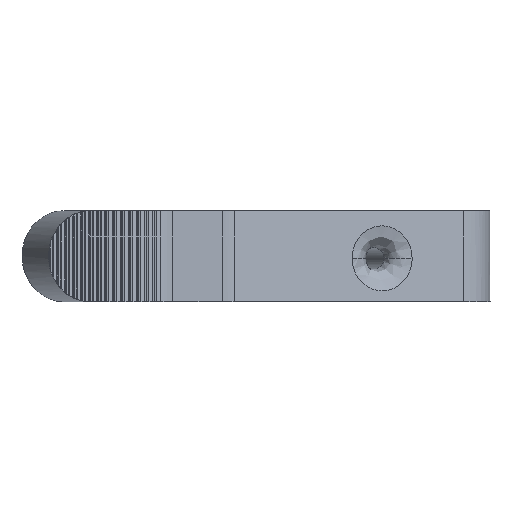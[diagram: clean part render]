
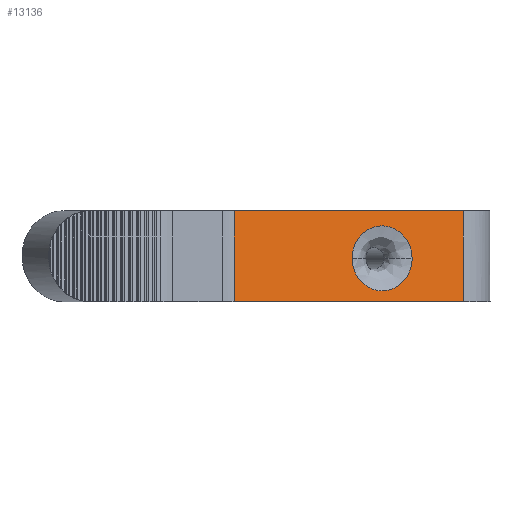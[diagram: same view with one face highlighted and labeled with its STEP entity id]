
A CAD part, left-side view. The second image highlights one B-rep face of the part: STEP entity #13136.
In plain terms, the highlighted planar face has unit normal (-0.924, -0.383, 0).
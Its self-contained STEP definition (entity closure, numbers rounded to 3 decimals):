
#451 = CARTESIAN_POINT ( 'NONE',  ( 3.009, -53.994, 9.767 ) ) ;
#724 = CARTESIAN_POINT ( 'NONE',  ( 2.163, -51.954, 9.767 ) ) ;
#758 = EDGE_CURVE ( 'NONE', #13225, #14891, #5714, .T. ) ;
#1109 = VERTEX_POINT ( 'NONE', #8389 ) ;
#1404 = CARTESIAN_POINT ( 'NONE',  ( 2.163, -51.954, 2.23 ) ) ;
#1699 = ORIENTED_EDGE ( 'NONE', *, *, #758, .F. ) ;
#1823 =( BOUNDED_CURVE ( )  B_SPLINE_CURVE ( 3, ( #6327, #14614, #451, #8690 ),
 .UNSPECIFIED., .F., .F. ) 
 B_SPLINE_CURVE_WITH_KNOTS ( ( 4, 4 ),
 ( 0., 1. ),
 .UNSPECIFIED. ) 
 CURVE ( )  GEOMETRIC_REPRESENTATION_ITEM ( )  RATIONAL_B_SPLINE_CURVE ( ( 1., 0.805, 0.805, 1. ) ) 
 REPRESENTATION_ITEM ( '' )  );
#1899 = CARTESIAN_POINT ( 'NONE',  ( 0.72, -48.473, 5.998 ) ) ;
#1929 = CARTESIAN_POINT ( 'NONE',  ( 0.72, -48.473, 5.998 ) ) ;
#2767 = B_SPLINE_CURVE_WITH_KNOTS ( 'NONE', 3,
 ( #3144, #7795, #14950, #11438 ),
 .UNSPECIFIED., .F., .F.,
 ( 4, 4 ),
 ( 0., 1. ),
 .UNSPECIFIED. ) ;
#2839 = DIRECTION ( 'NONE',  ( 0., 0., -1. ) ) ;
#2972 = ORIENTED_EDGE ( 'NONE', *, *, #7727, .F. ) ;
#3010 = LINE ( 'NONE', #11981, #12109 ) ;
#3012 = CARTESIAN_POINT ( 'NONE',  ( 2.163, -51.954, 2.23 ) ) ;
#3144 = CARTESIAN_POINT ( 'NONE',  ( -4.956, -34.787, 11.526 ) ) ;
#3633 = ORIENTED_EDGE ( 'NONE', *, *, #10842, .F. ) ;
#3719 = VECTOR ( 'NONE', #4400, 1000. ) ;
#3934 = CARTESIAN_POINT ( 'NONE',  ( -4.956, -34.787, 0.973 ) ) ;
#4190 = EDGE_CURVE ( 'NONE', #14548, #4416, #2767, .T. ) ;
#4213 = CARTESIAN_POINT ( 'NONE',  ( 3.607, -55.436, 3.791 ) ) ;
#4400 = DIRECTION ( 'NONE',  ( 0., 0., 1. ) ) ;
#4416 = VERTEX_POINT ( 'NONE', #8422 ) ;
#4753 = ORIENTED_EDGE ( 'NONE', *, *, #10124, .T. ) ;
#5176 = VERTEX_POINT ( 'NONE', #8760 ) ;
#5183 = CARTESIAN_POINT ( 'NONE',  ( -4.956, -34.787, 11.526 ) ) ;
#5336 = EDGE_CURVE ( 'NONE', #11328, #14548, #6844, .T. ) ;
#5522 = EDGE_LOOP ( 'NONE', ( #7147, #1699, #13852, #2972 ) ) ;
#5714 =( BOUNDED_CURVE ( )  B_SPLINE_CURVE ( 3, ( #724, #13654, #14888, #1899 ),
 .UNSPECIFIED., .F., .T. ) 
 B_SPLINE_CURVE_WITH_KNOTS ( ( 4, 4 ),
 ( 0., 1. ),
 .UNSPECIFIED. ) 
 CURVE ( )  GEOMETRIC_REPRESENTATION_ITEM ( )  RATIONAL_B_SPLINE_CURVE ( ( 1., 0.805, 0.805, 1. ) ) 
 REPRESENTATION_ITEM ( '' )  );
#5957 = ORIENTED_EDGE ( 'NONE', *, *, #4190, .F. ) ;
#6091 = CARTESIAN_POINT ( 'NONE',  ( 0.72, -48.473, 3.791 ) ) ;
#6229 = EDGE_LOOP ( 'NONE', ( #11980, #4753, #3633, #5957 ) ) ;
#6327 = CARTESIAN_POINT ( 'NONE',  ( 3.607, -55.436, 5.998 ) ) ;
#6412 = AXIS2_PLACEMENT_3D ( 'NONE', #8719, #9915, #2839 ) ;
#6844 = LINE ( 'NONE', #13814, #3719 ) ;
#6863 = CARTESIAN_POINT ( 'NONE',  ( 2.163, -51.954, 9.767 ) ) ;
#7147 = ORIENTED_EDGE ( 'NONE', *, *, #7609, .F. ) ;
#7544 = PLANE ( 'NONE',  #6412 ) ;
#7609 = EDGE_CURVE ( 'NONE', #14891, #1109, #11695, .T. ) ;
#7709 = DIRECTION ( 'NONE',  ( 0., 0., -1. ) ) ;
#7727 = EDGE_CURVE ( 'NONE', #1109, #5176, #14447, .T. ) ;
#7795 = CARTESIAN_POINT ( 'NONE',  ( -1.281, -43.648, 11.526 ) ) ;
#8389 = CARTESIAN_POINT ( 'NONE',  ( 2.163, -51.954, 2.23 ) ) ;
#8422 = CARTESIAN_POINT ( 'NONE',  ( 6.068, -61.371, 11.526 ) ) ;
#8450 = CARTESIAN_POINT ( 'NONE',  ( 1.318, -49.915, 2.23 ) ) ;
#8544 = VECTOR ( 'NONE', #7709, 1000. ) ;
#8690 = CARTESIAN_POINT ( 'NONE',  ( 2.163, -51.954, 9.767 ) ) ;
#8719 = CARTESIAN_POINT ( 'NONE',  ( 8.408, -67.014, 12.531 ) ) ;
#8760 = CARTESIAN_POINT ( 'NONE',  ( 3.607, -55.436, 5.998 ) ) ;
#8849 = FACE_OUTER_BOUND ( 'NONE', #6229, .T. ) ;
#9186 = VERTEX_POINT ( 'NONE', #9761 ) ;
#9761 = CARTESIAN_POINT ( 'NONE',  ( 6.068, -61.371, 0.973 ) ) ;
#9915 = DIRECTION ( 'NONE',  ( 0.924, 0.383, 0. ) ) ;
#10098 = CARTESIAN_POINT ( 'NONE',  ( 3.009, -53.994, 2.23 ) ) ;
#10124 = EDGE_CURVE ( 'NONE', #11328, #9186, #3010, .T. ) ;
#10842 = EDGE_CURVE ( 'NONE', #4416, #9186, #15216, .T. ) ;
#11328 = VERTEX_POINT ( 'NONE', #3934 ) ;
#11438 = CARTESIAN_POINT ( 'NONE',  ( 6.068, -61.371, 11.526 ) ) ;
#11695 =( BOUNDED_CURVE ( )  B_SPLINE_CURVE ( 3, ( #14373, #6091, #8450, #1404 ),
 .UNSPECIFIED., .F., .T. ) 
 B_SPLINE_CURVE_WITH_KNOTS ( ( 4, 4 ),
 ( 0., 1. ),
 .UNSPECIFIED. ) 
 CURVE ( )  GEOMETRIC_REPRESENTATION_ITEM ( )  RATIONAL_B_SPLINE_CURVE ( ( 1., 0.805, 0.805, 1. ) ) 
 REPRESENTATION_ITEM ( '' )  );
#11980 = ORIENTED_EDGE ( 'NONE', *, *, #5336, .F. ) ;
#11981 = CARTESIAN_POINT ( 'NONE',  ( 9.795, -70.359, 0.973 ) ) ;
#12109 = VECTOR ( 'NONE', #13157, 1000. ) ;
#12397 = FACE_BOUND ( 'NONE', #5522, .T. ) ;
#12481 = CARTESIAN_POINT ( 'NONE',  ( 3.607, -55.436, 5.998 ) ) ;
#13136 = ADVANCED_FACE ( 'NONE', ( #12397, #8849 ), #7544, .F. ) ;
#13157 = DIRECTION ( 'NONE',  ( 0.383, -0.924, 0. ) ) ;
#13225 = VERTEX_POINT ( 'NONE', #6863 ) ;
#13566 = CARTESIAN_POINT ( 'NONE',  ( 6.068, -61.371, 33.011 ) ) ;
#13654 = CARTESIAN_POINT ( 'NONE',  ( 1.318, -49.915, 9.767 ) ) ;
#13814 = CARTESIAN_POINT ( 'NONE',  ( -4.956, -34.787, 12.531 ) ) ;
#13852 = ORIENTED_EDGE ( 'NONE', *, *, #14722, .F. ) ;
#14373 = CARTESIAN_POINT ( 'NONE',  ( 0.72, -48.473, 5.998 ) ) ;
#14447 =( BOUNDED_CURVE ( )  B_SPLINE_CURVE ( 3, ( #3012, #10098, #4213, #12481 ),
 .UNSPECIFIED., .F., .F. ) 
 B_SPLINE_CURVE_WITH_KNOTS ( ( 4, 4 ),
 ( 0., 1. ),
 .UNSPECIFIED. ) 
 CURVE ( )  GEOMETRIC_REPRESENTATION_ITEM ( )  RATIONAL_B_SPLINE_CURVE ( ( 1., 0.805, 0.805, 1. ) ) 
 REPRESENTATION_ITEM ( '' )  );
#14548 = VERTEX_POINT ( 'NONE', #5183 ) ;
#14614 = CARTESIAN_POINT ( 'NONE',  ( 3.607, -55.436, 8.206 ) ) ;
#14722 = EDGE_CURVE ( 'NONE', #5176, #13225, #1823, .T. ) ;
#14888 = CARTESIAN_POINT ( 'NONE',  ( 0.72, -48.473, 8.206 ) ) ;
#14891 = VERTEX_POINT ( 'NONE', #1929 ) ;
#14950 = CARTESIAN_POINT ( 'NONE',  ( 2.393, -52.51, 11.526 ) ) ;
#15216 = LINE ( 'NONE', #13566, #8544 ) ;
